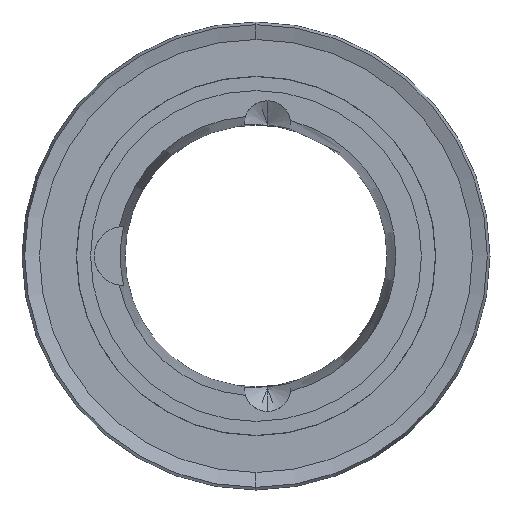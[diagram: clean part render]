
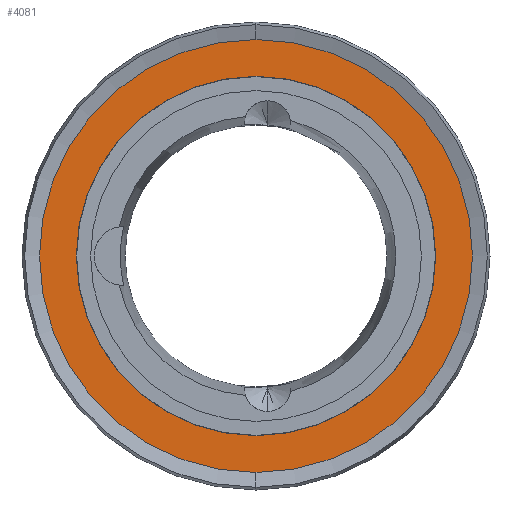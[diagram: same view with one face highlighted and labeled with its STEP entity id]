
A CAD part, left-side view. The second image highlights one B-rep face of the part: STEP entity #4081.
In plain terms, the highlighted planar face has unit normal (-1, 0, 0).
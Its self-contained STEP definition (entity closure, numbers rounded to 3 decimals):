
#314 = DIRECTION ( 'NONE',  ( 0., 0., 1. ) ) ;
#428 = ORIENTED_EDGE ( 'NONE', *, *, #2552, .F. ) ;
#504 = EDGE_CURVE ( 'NONE', #6029, #4003, #6352, .T. ) ;
#553 = ORIENTED_EDGE ( 'NONE', *, *, #4215, .T. ) ;
#581 = EDGE_CURVE ( 'NONE', #6344, #6355, #5395, .T. ) ;
#619 = AXIS2_PLACEMENT_3D ( 'NONE', #7468, #3960, #5327 ) ;
#714 = CARTESIAN_POINT ( 'NONE',  ( -2.158, 34.405, 34.935 ) ) ;
#1605 = DIRECTION ( 'NONE',  ( -1., 0., 0. ) ) ;
#1678 = CARTESIAN_POINT ( 'NONE',  ( -2.158, 34.405, 65.097 ) ) ;
#2148 = FACE_OUTER_BOUND ( 'NONE', #3899, .T. ) ;
#2552 = EDGE_CURVE ( 'NONE', #4003, #6029, #3610, .T. ) ;
#2713 = AXIS2_PLACEMENT_3D ( 'NONE', #5959, #4515, #7880 ) ;
#2930 = CARTESIAN_POINT ( 'NONE',  ( -2.158, 34.405, 95.26 ) ) ;
#3072 = DIRECTION ( 'NONE',  ( -1., 0., 0. ) ) ;
#3104 = CARTESIAN_POINT ( 'NONE',  ( -2.158, 34.405, 65.097 ) ) ;
#3610 = CIRCLE ( 'NONE', #4981, 30.162 ) ;
#3706 = DIRECTION ( 'NONE',  ( 0., 0., 1. ) ) ;
#3899 = EDGE_LOOP ( 'NONE', ( #553, #6585 ) ) ;
#3960 = DIRECTION ( 'NONE',  ( -1., 0., 0. ) ) ;
#4003 = VERTEX_POINT ( 'NONE', #2930 ) ;
#4081 = ADVANCED_FACE ( 'NONE', ( #5232, #2148 ), #7265, .F. ) ;
#4215 = EDGE_CURVE ( 'NONE', #6355, #6344, #8100, .T. ) ;
#4515 = DIRECTION ( 'NONE',  ( 1., 0., 0. ) ) ;
#4981 = AXIS2_PLACEMENT_3D ( 'NONE', #8398, #1605, #3706 ) ;
#5232 = FACE_BOUND ( 'NONE', #6235, .T. ) ;
#5327 = DIRECTION ( 'NONE',  ( 0., 0., 1. ) ) ;
#5395 = CIRCLE ( 'NONE', #6869, 36.353 ) ;
#5959 = CARTESIAN_POINT ( 'NONE',  ( -2.158, 70.757, 65.097 ) ) ;
#6029 = VERTEX_POINT ( 'NONE', #714 ) ;
#6210 = ORIENTED_EDGE ( 'NONE', *, *, #504, .F. ) ;
#6235 = EDGE_LOOP ( 'NONE', ( #428, #6210 ) ) ;
#6344 = VERTEX_POINT ( 'NONE', #7785 ) ;
#6352 = CIRCLE ( 'NONE', #7919, 30.162 ) ;
#6355 = VERTEX_POINT ( 'NONE', #6464 ) ;
#6464 = CARTESIAN_POINT ( 'NONE',  ( -2.158, 34.405, 101.45 ) ) ;
#6585 = ORIENTED_EDGE ( 'NONE', *, *, #581, .T. ) ;
#6869 = AXIS2_PLACEMENT_3D ( 'NONE', #1678, #3072, #314 ) ;
#7265 = PLANE ( 'NONE',  #2713 ) ;
#7468 = CARTESIAN_POINT ( 'NONE',  ( -2.158, 34.405, 65.097 ) ) ;
#7785 = CARTESIAN_POINT ( 'NONE',  ( -2.158, 34.405, 28.745 ) ) ;
#7797 = DIRECTION ( 'NONE',  ( 0., 0., 1. ) ) ;
#7880 = DIRECTION ( 'NONE',  ( 0., 0., -1. ) ) ;
#7919 = AXIS2_PLACEMENT_3D ( 'NONE', #3104, #8463, #7797 ) ;
#8100 = CIRCLE ( 'NONE', #619, 36.353 ) ;
#8398 = CARTESIAN_POINT ( 'NONE',  ( -2.158, 34.405, 65.097 ) ) ;
#8463 = DIRECTION ( 'NONE',  ( -1., 0., 0. ) ) ;
